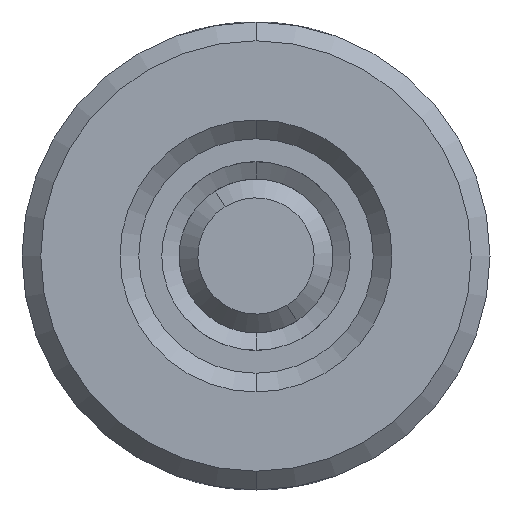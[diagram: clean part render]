
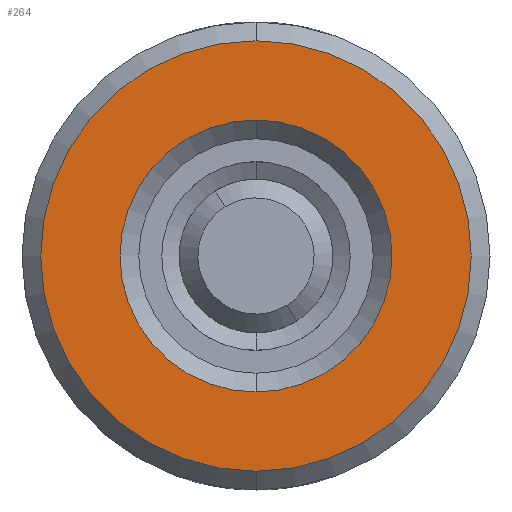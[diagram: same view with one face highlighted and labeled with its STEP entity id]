
A CAD part, front view. The second image highlights one B-rep face of the part: STEP entity #264.
In plain terms, the highlighted planar face has unit normal (0, -1, 0).
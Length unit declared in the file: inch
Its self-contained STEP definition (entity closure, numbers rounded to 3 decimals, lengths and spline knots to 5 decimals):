
#4 = VERTEX_POINT ( 'NONE', #518 ) ;
#36 = EDGE_CURVE ( 'NONE', #4, #78, #680, .T. ) ;
#78 = VERTEX_POINT ( 'NONE', #756 ) ;
#122 = VERTEX_POINT ( 'NONE', #878 ) ;
#256 = EDGE_LOOP ( 'NONE', ( #269, #259 ) ) ;
#257 = EDGE_CURVE ( 'NONE', #78, #4, #1244, .T. ) ;
#259 = ORIENTED_EDGE ( 'NONE', *, *, #304, .F. ) ;
#260 = ORIENTED_EDGE ( 'NONE', *, *, #257, .T. ) ;
#264 = ADVANCED_FACE ( 'NONE', ( #1152, #1162 ), #1151, .F. ) ;
#265 = ORIENTED_EDGE ( 'NONE', *, *, #36, .T. ) ;
#268 = EDGE_LOOP ( 'NONE', ( #265, #260 ) ) ;
#269 = ORIENTED_EDGE ( 'NONE', *, *, #375, .F. ) ;
#304 = EDGE_CURVE ( 'NONE', #122, #372, #949, .T. ) ;
#372 = VERTEX_POINT ( 'NONE', #1526 ) ;
#375 = EDGE_CURVE ( 'NONE', #372, #122, #1433, .T. ) ;
#518 = CARTESIAN_POINT ( 'NONE',  ( -0.01716, -0.43628, -0.09431 ) ) ;
#644 = DIRECTION ( 'NONE',  ( 0., 1., 0. ) ) ;
#645 = AXIS2_PLACEMENT_3D ( 'NONE', #663, #644, #662 ) ;
#662 = DIRECTION ( 'NONE',  ( 0., 0., 1. ) ) ;
#663 = CARTESIAN_POINT ( 'NONE',  ( -0.01716, -0.43628, 0.05069 ) ) ;
#680 = CIRCLE ( 'NONE', #645, 0.145 ) ;
#756 = CARTESIAN_POINT ( 'NONE',  ( -0.01716, -0.43628, 0.19569 ) ) ;
#878 = CARTESIAN_POINT ( 'NONE',  ( -0.01716, -0.43628, -0.17881 ) ) ;
#942 = DIRECTION ( 'NONE',  ( 0., 0., 1. ) ) ;
#943 = DIRECTION ( 'NONE',  ( 0., 1., 0. ) ) ;
#944 = CARTESIAN_POINT ( 'NONE',  ( -0.01716, -0.43628, 0.05069 ) ) ;
#945 = AXIS2_PLACEMENT_3D ( 'NONE', #944, #943, #942 ) ;
#949 = CIRCLE ( 'NONE', #945, 0.2295 ) ;
#1144 = DIRECTION ( 'NONE',  ( 0., 0., 1. ) ) ;
#1146 = DIRECTION ( 'NONE',  ( 0., 0., 1. ) ) ;
#1147 = DIRECTION ( 'NONE',  ( 0., 1., 0. ) ) ;
#1148 = CARTESIAN_POINT ( 'NONE',  ( -0.01716, -0.43628, 0.05069 ) ) ;
#1149 = AXIS2_PLACEMENT_3D ( 'NONE', #1148, #1147, #1146 ) ;
#1151 = PLANE ( 'NONE',  #1157 ) ;
#1152 = FACE_BOUND ( 'NONE', #268, .T. ) ;
#1157 = AXIS2_PLACEMENT_3D ( 'NONE', #1176, #1175, #1144 ) ;
#1162 = FACE_OUTER_BOUND ( 'NONE', #256, .T. ) ;
#1175 = DIRECTION ( 'NONE',  ( 0., 1., 0. ) ) ;
#1176 = CARTESIAN_POINT ( 'NONE',  ( 0.21234, -0.43628, 0.05069 ) ) ;
#1244 = CIRCLE ( 'NONE', #1149, 0.145 ) ;
#1428 = DIRECTION ( 'NONE',  ( 0., 0., 1. ) ) ;
#1429 = DIRECTION ( 'NONE',  ( 0., 1., 0. ) ) ;
#1430 = CARTESIAN_POINT ( 'NONE',  ( -0.01716, -0.43628, 0.05069 ) ) ;
#1431 = AXIS2_PLACEMENT_3D ( 'NONE', #1430, #1429, #1428 ) ;
#1433 = CIRCLE ( 'NONE', #1431, 0.2295 ) ;
#1526 = CARTESIAN_POINT ( 'NONE',  ( -0.01716, -0.43628, 0.28019 ) ) ;
